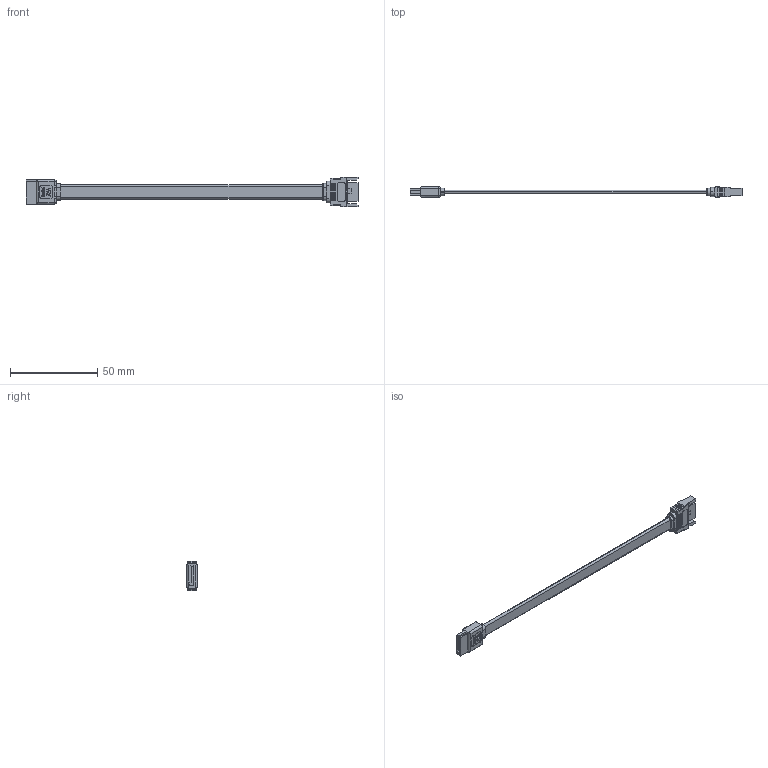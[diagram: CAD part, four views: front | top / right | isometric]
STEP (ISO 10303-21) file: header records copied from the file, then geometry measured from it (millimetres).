
FILE_DESCRIPTION (( 'STEP AP214' ), '1' );
FILE_NAME ('CASATAEXT_3D.STEP', '2020-06-29T12:52:35', ( '' ), ( '' ), 'SwSTEP 2.0', 'SolidWorks 2018', '' );
FILE_SCHEMA (( 'AUTOMOTIVE_DESIGN' ));
Length unit declared in the file: inch
Products named in the file (4): SATA CABLE_8" long; 3AB16-028; CASATAEXT_3D; 3AB16-027
Assembly tree (3 placements, depth 2):
  CASATAEXT_3D
    SATA CABLE_8" long
    3AB16-027
    3AB16-028
Bounding box: 190.41 x 6.1 x 17.12 mm (x, y, z)
Volume: 4829.1 mm3; surface area: 4977.8 mm2
Topology: 3 solids, 3 shells, 489 faces, 1268 edges, 788 vertices
Faces by surface type: plane 257, cylinder 151, bspline 47, sphere 24, torus 10
Entity records: 17398 total; most frequent: CARTESIAN_POINT 4807, ORIENTED_EDGE 2488, DIRECTION 2322, EDGE_CURVE 1244, LINE 850, VECTOR 850, VERTEX_POINT 788, AXIS2_PLACEMENT_3D 736
